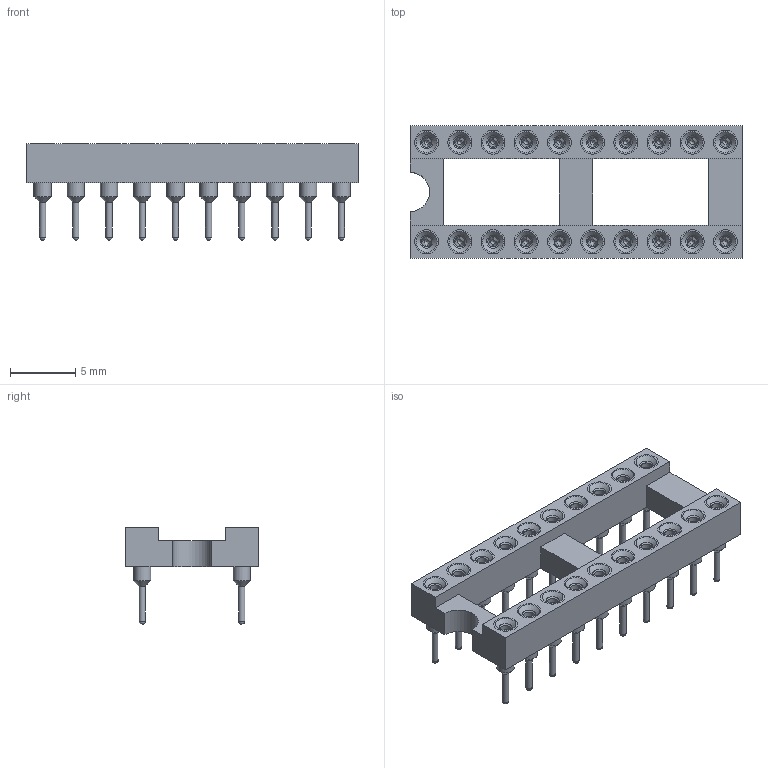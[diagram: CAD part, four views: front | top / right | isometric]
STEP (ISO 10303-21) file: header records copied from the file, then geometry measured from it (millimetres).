
FILE_DESCRIPTION(('STEP AP214'), '1');
FILE_NAME('SCxM', '', ('UNSPECIFIED'), ('UNSPECIFIED'), 'ASCON STEP Converter 1.6', 'ASCON Math Kernel', '');
FILE_SCHEMA(('AUTOMOTIVE_DESIGN { 1 0 10303 214 3 1 1}'));
Length unit declared in the file: millimetre
Products named in the file (1): SCSM
Bounding box: 25.4 x 10.16 x 7.4 mm (x, y, z)
Volume: 446.9 mm3; surface area: 1909.7 mm2
Topology: 41 solids, 41 shells, 818 faces, 1814 edges, 1056 vertices
Faces by surface type: plane 397, cone 240, cylinder 161, sphere 20
Full cylindrical faces by diameter (mm): 0.48 x20, 0.8 x20, 1 x40, 1.32 x40, 1.83 x40
Entity records: 30512 total; most frequent: CARTESIAN_POINT 6869, DIRECTION 3654, ORIENTED_EDGE 3028, AXIS2_PLACEMENT_3D 1641, EDGE_CURVE 1514, EDGE_LOOP 1140, VERTEX_POINT 1016, COLOUR_RGB 859
